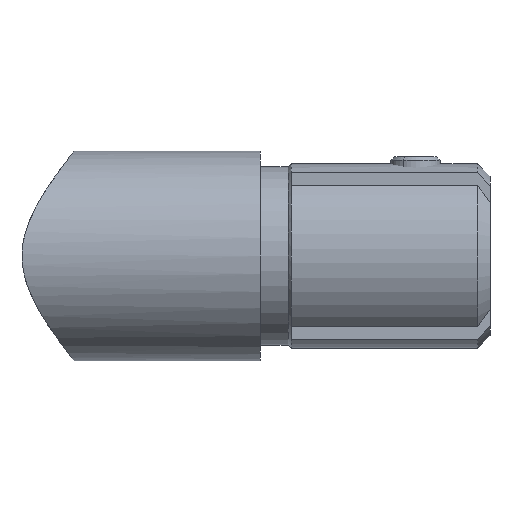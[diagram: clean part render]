
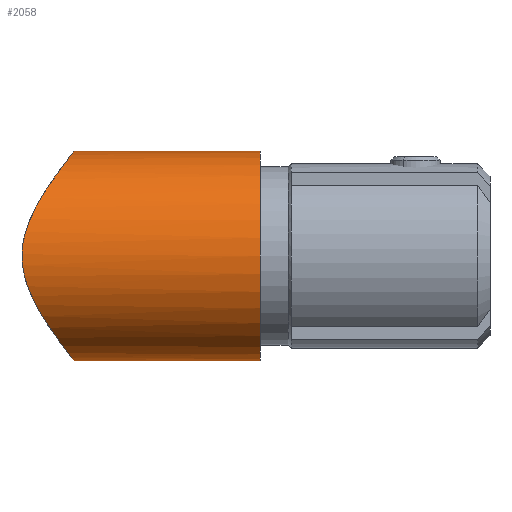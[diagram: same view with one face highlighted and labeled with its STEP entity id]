
A CAD part, left-side view. The second image highlights one B-rep face of the part: STEP entity #2058.
In plain terms, the highlighted cylindrical face has radius 16.85 mm (diameter 33.7 mm), a partial arc.
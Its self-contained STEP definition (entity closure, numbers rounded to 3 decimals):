
#26 = B_SPLINE_CURVE_WITH_KNOTS ( 'NONE', 3,
 ( #1691, #11226, #594, #13445, #4705, #6943, #8301, #1335, #9364, #1745, #13493, #10220, #7911, #6892, #554, #4652, #12285, #264, #3936, #314, #3609, #6798, #219, #10453, #8251, #11555, #1436, #12428, #9118, #7960, #2472, #10125, #3563, #10176, #3662, #11271, #12386, #11320, #691, #1990, #6327, #7316, #10686, #9650, #640, #8445, #9500, #5040, #11695, #14020, #12908, #1883, #11648, #7421, #2945, #6192, #13875, #12858, #4194, #1792, #845, #10636, #3094, #6275 ),
 .UNSPECIFIED., .F., .F.,
 ( 4, 2, 2, 2, 2, 2, 2, 2, 2, 2, 2, 2, 2, 2, 2, 2, 2, 2, 2, 2, 2, 2, 2, 2, 2, 2, 2, 2, 2, 2, 2, 4 ),
 ( 0.056, 0.058, 0.058, 0.059, 0.061, 0.063, 0.066, 0.068, 0.07, 0.071, 0.073, 0.077, 0.078, 0.08, 0.082, 0.083, 0.084, 0.085, 0.086, 0.087, 0.091, 0.092, 0.094, 0.097, 0.099, 0.101, 0.104, 0.106, 0.108, 0.11, 0.111, 0.111 ),
 .UNSPECIFIED. ) ;
#56 = EDGE_CURVE ( 'NONE', #2814, #5144, #12674, .T. ) ;
#219 = CARTESIAN_POINT ( 'NONE',  ( -15.079, 36.328, 7.596 ) ) ;
#264 = CARTESIAN_POINT ( 'NONE',  ( -12.38, 34.008, 11.442 ) ) ;
#314 = CARTESIAN_POINT ( 'NONE',  ( -13.389, 34.787, 10.243 ) ) ;
#554 = CARTESIAN_POINT ( 'NONE',  ( -10.448, 32.762, 13.231 ) ) ;
#594 = CARTESIAN_POINT ( 'NONE',  ( -1.161, 30.024, 16.82 ) ) ;
#640 = CARTESIAN_POINT ( 'NONE',  ( -14.287, 35.568, -8.949 ) ) ;
#691 = CARTESIAN_POINT ( 'NONE',  ( -16.554, 38.016, -3.158 ) ) ;
#845 = CARTESIAN_POINT ( 'NONE',  ( -1.181, 30.031, -16.811 ) ) ;
#1335 = CARTESIAN_POINT ( 'NONE',  ( -4.028, 30.38, 16.372 ) ) ;
#1436 = CARTESIAN_POINT ( 'NONE',  ( -16.372, 37.788, 4.026 ) ) ;
#1456 = CARTESIAN_POINT ( 'NONE',  ( 0., 0., 0. ) ) ;
#1502 = ORIENTED_EDGE ( 'NONE', *, *, #13598, .T. ) ;
#1672 = ORIENTED_EDGE ( 'NONE', *, *, #12840, .T. ) ;
#1691 = CARTESIAN_POINT ( 'NONE',  ( 0., 30., 16.85 ) ) ;
#1745 = CARTESIAN_POINT ( 'NONE',  ( -5.66, 30.766, 15.881 ) ) ;
#1792 = CARTESIAN_POINT ( 'NONE',  ( -1.475, 30.05, -16.788 ) ) ;
#1883 = CARTESIAN_POINT ( 'NONE',  ( -8.712, 31.857, -14.463 ) ) ;
#1990 = CARTESIAN_POINT ( 'NONE',  ( -16.263, 37.652, -4.553 ) ) ;
#2058 = ADVANCED_FACE ( 'NONE', ( #12057 ), #13265, .T. ) ;
#2208 = DIRECTION ( 'NONE',  ( 0., -1., 0. ) ) ;
#2428 = VERTEX_POINT ( 'NONE', #3484 ) ;
#2472 = CARTESIAN_POINT ( 'NONE',  ( -16.81, 38.348, 1.193 ) ) ;
#2620 = DIRECTION ( 'NONE',  ( 0., 0., -1. ) ) ;
#2785 = ORIENTED_EDGE ( 'NONE', *, *, #56, .F. ) ;
#2814 = VERTEX_POINT ( 'NONE', #3995 ) ;
#2945 = CARTESIAN_POINT ( 'NONE',  ( -5.692, 30.775, -15.87 ) ) ;
#3094 = CARTESIAN_POINT ( 'NONE',  ( -0.294, 30., -16.85 ) ) ;
#3484 = CARTESIAN_POINT ( 'NONE',  ( 0., 30., -16.85 ) ) ;
#3563 = CARTESIAN_POINT ( 'NONE',  ( -16.85, 38.4, 0.309 ) ) ;
#3609 = CARTESIAN_POINT ( 'NONE',  ( -13.703, 35.05, 9.82 ) ) ;
#3662 = CARTESIAN_POINT ( 'NONE',  ( -16.82, 38.361, -1.154 ) ) ;
#3926 = CIRCLE ( 'NONE', #14164, 16.85 ) ;
#3936 = CARTESIAN_POINT ( 'NONE',  ( -12.728, 34.266, 11.054 ) ) ;
#3995 = CARTESIAN_POINT ( 'NONE',  ( 0., 30., 16.85 ) ) ;
#4194 = CARTESIAN_POINT ( 'NONE',  ( -2.354, 30.123, -16.695 ) ) ;
#4652 = CARTESIAN_POINT ( 'NONE',  ( -11.26, 33.249, 12.546 ) ) ;
#4705 = CARTESIAN_POINT ( 'NONE',  ( -2.325, 30.126, 16.691 ) ) ;
#5040 = CARTESIAN_POINT ( 'NONE',  ( -11.654, 33.505, -12.181 ) ) ;
#5144 = VERTEX_POINT ( 'NONE', #13990 ) ;
#5445 = DIRECTION ( 'NONE',  ( 0., -1., 0. ) ) ;
#5620 = CARTESIAN_POINT ( 'NONE',  ( 0., 46.85, 16.85 ) ) ;
#6192 = CARTESIAN_POINT ( 'NONE',  ( -4.607, 30.502, -16.218 ) ) ;
#6275 = CARTESIAN_POINT ( 'NONE',  ( 0., 30., -16.85 ) ) ;
#6327 = CARTESIAN_POINT ( 'NONE',  ( -15.93, 37.25, -5.596 ) ) ;
#6543 = ORIENTED_EDGE ( 'NONE', *, *, #9740, .T. ) ;
#6798 = CARTESIAN_POINT ( 'NONE',  ( -14.579, 35.827, 8.514 ) ) ;
#6892 = CARTESIAN_POINT ( 'NONE',  ( -10.019, 32.524, 13.558 ) ) ;
#6943 = CARTESIAN_POINT ( 'NONE',  ( -2.899, 30.198, 16.601 ) ) ;
#7316 = CARTESIAN_POINT ( 'NONE',  ( -15.298, 36.564, -7.085 ) ) ;
#7421 = CARTESIAN_POINT ( 'NONE',  ( -6.228, 30.933, -15.667 ) ) ;
#7911 = CARTESIAN_POINT ( 'NONE',  ( -8.687, 31.845, 14.478 ) ) ;
#7960 = CARTESIAN_POINT ( 'NONE',  ( -16.787, 38.317, 1.484 ) ) ;
#8201 = DIRECTION ( 'NONE',  ( 0., -1., 0. ) ) ;
#8251 = CARTESIAN_POINT ( 'NONE',  ( -15.894, 37.22, 5.622 ) ) ;
#8301 = CARTESIAN_POINT ( 'NONE',  ( -3.184, 30.24, 16.549 ) ) ;
#8445 = CARTESIAN_POINT ( 'NONE',  ( -13.416, 34.796, -10.248 ) ) ;
#8527 = VECTOR ( 'NONE', #2208, 1000. ) ;
#9118 = CARTESIAN_POINT ( 'NONE',  ( -16.696, 38.197, 2.348 ) ) ;
#9131 = DIRECTION ( 'NONE',  ( 0., 0., 1. ) ) ;
#9364 = CARTESIAN_POINT ( 'NONE',  ( -4.579, 30.495, 16.226 ) ) ;
#9366 = CARTESIAN_POINT ( 'NONE',  ( 0., 46.85, 0. ) ) ;
#9423 = VECTOR ( 'NONE', #5445, 1000. ) ;
#9500 = CARTESIAN_POINT ( 'NONE',  ( -12.761, 34.272, -11.054 ) ) ;
#9650 = CARTESIAN_POINT ( 'NONE',  ( -14.558, 35.823, -8.501 ) ) ;
#9740 = EDGE_CURVE ( 'NONE', #9771, #5144, #3926, .T. ) ;
#9771 = VERTEX_POINT ( 'NONE', #11335 ) ;
#10125 = CARTESIAN_POINT ( 'NONE',  ( -16.842, 38.389, 0.606 ) ) ;
#10176 = CARTESIAN_POINT ( 'NONE',  ( -16.851, 38.401, -0.573 ) ) ;
#10220 = CARTESIAN_POINT ( 'NONE',  ( -7.734, 31.439, 15.012 ) ) ;
#10453 = CARTESIAN_POINT ( 'NONE',  ( -15.706, 37.006, 6.127 ) ) ;
#10636 = CARTESIAN_POINT ( 'NONE',  ( -0.591, 30.006, -16.842 ) ) ;
#10686 = CARTESIAN_POINT ( 'NONE',  ( -15.063, 36.32, -7.57 ) ) ;
#10956 = CARTESIAN_POINT ( 'NONE',  ( 0., 46.85, -16.85 ) ) ;
#11226 = CARTESIAN_POINT ( 'NONE',  ( -0.58, 30., 16.85 ) ) ;
#11271 = CARTESIAN_POINT ( 'NONE',  ( -16.731, 38.244, -2.017 ) ) ;
#11320 = CARTESIAN_POINT ( 'NONE',  ( -16.606, 38.082, -2.873 ) ) ;
#11335 = CARTESIAN_POINT ( 'NONE',  ( 0., 0., -16.85 ) ) ;
#11555 = CARTESIAN_POINT ( 'NONE',  ( -16.227, 37.61, 4.574 ) ) ;
#11648 = CARTESIAN_POINT ( 'NONE',  ( -7.767, 31.452, -14.995 ) ) ;
#11695 = CARTESIAN_POINT ( 'NONE',  ( -11.263, 33.251, -12.544 ) ) ;
#12057 = FACE_OUTER_BOUND ( 'NONE', #13258, .T. ) ;
#12285 = CARTESIAN_POINT ( 'NONE',  ( -11.646, 33.499, 12.189 ) ) ;
#12386 = CARTESIAN_POINT ( 'NONE',  ( -16.694, 38.196, -2.303 ) ) ;
#12428 = CARTESIAN_POINT ( 'NONE',  ( -16.606, 38.081, 2.913 ) ) ;
#12492 = DIRECTION ( 'NONE',  ( 0., 1., 0. ) ) ;
#12626 = AXIS2_PLACEMENT_3D ( 'NONE', #9366, #8201, #2620 ) ;
#12674 = LINE ( 'NONE', #5620, #9423 ) ;
#12840 = EDGE_CURVE ( 'NONE', #2814, #2428, #26, .T. ) ;
#12858 = CARTESIAN_POINT ( 'NONE',  ( -2.928, 30.196, -16.604 ) ) ;
#12908 = CARTESIAN_POINT ( 'NONE',  ( -10.029, 32.529, -13.551 ) ) ;
#13258 = EDGE_LOOP ( 'NONE', ( #2785, #1672, #1502, #6543 ) ) ;
#13265 = CYLINDRICAL_SURFACE ( 'NONE', #12626, 16.85 ) ;
#13445 = CARTESIAN_POINT ( 'NONE',  ( -2.034, 30.096, 16.729 ) ) ;
#13493 = CARTESIAN_POINT ( 'NONE',  ( -6.192, 30.922, 15.681 ) ) ;
#13598 = EDGE_CURVE ( 'NONE', #2428, #9771, #13866, .T. ) ;
#13866 = LINE ( 'NONE', #10956, #8527 ) ;
#13875 = CARTESIAN_POINT ( 'NONE',  ( -4.054, 30.385, -16.365 ) ) ;
#13990 = CARTESIAN_POINT ( 'NONE',  ( 0., 0., 16.85 ) ) ;
#14020 = CARTESIAN_POINT ( 'NONE',  ( -10.451, 32.764, -13.228 ) ) ;
#14164 = AXIS2_PLACEMENT_3D ( 'NONE', #1456, #12492, #9131 ) ;
